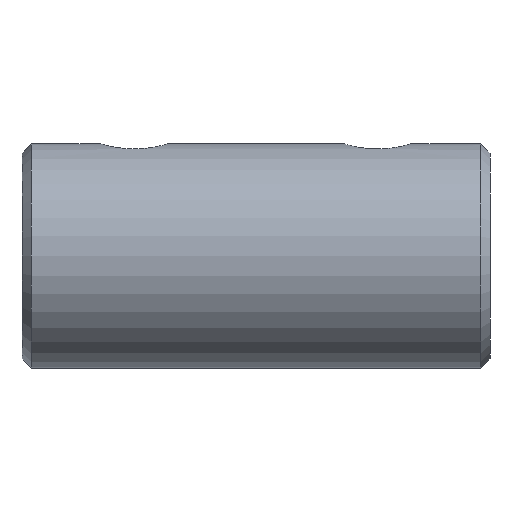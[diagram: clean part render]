
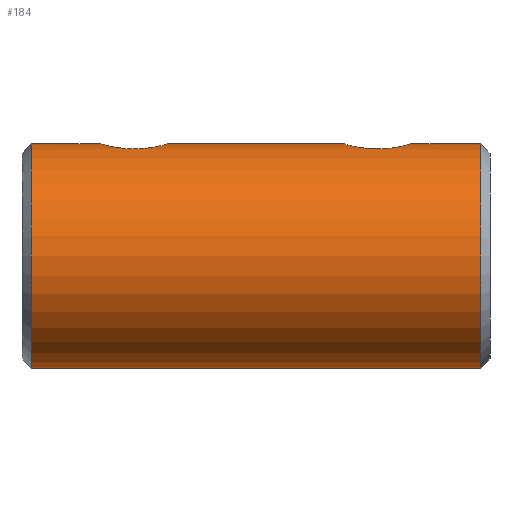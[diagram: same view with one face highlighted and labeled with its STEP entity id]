
A CAD part, left-side view. The second image highlights one B-rep face of the part: STEP entity #184.
In plain terms, the highlighted cylindrical face has radius 6 mm (diameter 12 mm), a full revolution.
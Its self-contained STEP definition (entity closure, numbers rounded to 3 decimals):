
#26=B_SPLINE_CURVE_WITH_KNOTS('',3,(#413,#414,#415,#416,#417,#418,#419,
#420,#421,#422,#423,#424,#425,#426,#427,#428,#429,#430,#431),
 .UNSPECIFIED.,.T.,.F.,(4,1,1,1,1,1,1,1,1,1,1,1,1,1,1,1,4),(-1.719,
-1.649,-1.579,-1.508,-1.438,
-1.368,-1.298,-1.263,-1.158,
-1.14,-1.123,-1.088,-1.017,
-0.947,-0.877,-0.807,-0.737),
 .UNSPECIFIED.);
#27=B_SPLINE_CURVE_WITH_KNOTS('',3,(#436,#437,#438,#439,#440,#441,#442,
#443,#444,#445,#446,#447,#448,#449,#450,#451,#452,#453,#454,#455,#456,#457,
#458,#459,#460,#461),.UNSPECIFIED.,.T.,.F.,(4,1,1,1,1,2,1,1,1,1,1,1,1,1,
1,1,2,1,1,1,1,4),(-1.228,-1.166,-1.13,
-1.08,-1.056,-0.982,-0.933,
-0.884,-0.835,-0.786,-0.737,
-0.712,-0.688,-0.638,-0.589,
-0.54,-0.491,-0.467,-0.393,
-0.344,-0.307,-0.246),.UNSPECIFIED.);
#31=CYLINDRICAL_SURFACE('',#204,6.);
#40=FACE_BOUND('',#76,.T.);
#41=FACE_BOUND('',#77,.T.);
#42=FACE_BOUND('',#78,.T.);
#56=FACE_OUTER_BOUND('',#75,.T.);
#75=EDGE_LOOP('',(#152));
#76=EDGE_LOOP('',(#153));
#77=EDGE_LOOP('',(#154));
#78=EDGE_LOOP('',(#155));
#100=CIRCLE('',#205,6.);
#101=CIRCLE('',#206,6.);
#111=VERTEX_POINT('',#391);
#113=VERTEX_POINT('',#433);
#114=VERTEX_POINT('',#435);
#115=VERTEX_POINT('',#462);
#129=EDGE_CURVE('',#111,#111,#26,.T.);
#130=EDGE_CURVE('',#113,#113,#100,.T.);
#131=EDGE_CURVE('',#114,#114,#27,.T.);
#132=EDGE_CURVE('',#115,#115,#101,.T.);
#152=ORIENTED_EDGE('',*,*,#130,.F.);
#153=ORIENTED_EDGE('',*,*,#131,.F.);
#154=ORIENTED_EDGE('',*,*,#132,.F.);
#155=ORIENTED_EDGE('',*,*,#129,.F.);
#184=ADVANCED_FACE('',(#56,#40,#41,#42),#31,.T.);
#204=AXIS2_PLACEMENT_3D('',#432,#238,#239);
#205=AXIS2_PLACEMENT_3D('',#434,#240,#241);
#206=AXIS2_PLACEMENT_3D('',#463,#242,#243);
#238=DIRECTION('center_axis',(0.,-1.,0.));
#239=DIRECTION('ref_axis',(1.,0.,0.));
#240=DIRECTION('center_axis',(0.,-1.,0.));
#241=DIRECTION('ref_axis',(1.,0.,0.));
#242=DIRECTION('center_axis',(0.,1.,0.));
#243=DIRECTION('ref_axis',(1.,0.,0.));
#391=CARTESIAN_POINT('',(0.,-7.821,6.));
#413=CARTESIAN_POINT('Ctrl Pts',(0.,-7.822,
5.999));
#414=CARTESIAN_POINT('Ctrl Pts',(0.262,-7.822,5.999));
#415=CARTESIAN_POINT('Ctrl Pts',(0.831,-7.685,5.958));
#416=CARTESIAN_POINT('Ctrl Pts',(1.459,-7.186,5.826));
#417=CARTESIAN_POINT('Ctrl Pts',(1.829,-6.412,5.714));
#418=CARTESIAN_POINT('Ctrl Pts',(1.826,-5.585,5.714));
#419=CARTESIAN_POINT('Ctrl Pts',(1.456,-4.812,5.827));
#420=CARTESIAN_POINT('Ctrl Pts',(0.934,-4.4,5.935));
#421=CARTESIAN_POINT('Ctrl Pts',(0.136,-4.115,6.018));
#422=CARTESIAN_POINT('Ctrl Pts',(-0.484,-4.192,5.994));
#423=CARTESIAN_POINT('Ctrl Pts',(-0.973,-4.459,5.92));
#424=CARTESIAN_POINT('Ctrl Pts',(-1.191,-4.619,5.881));
#425=CARTESIAN_POINT('Ctrl Pts',(-1.516,-4.937,5.809));
#426=CARTESIAN_POINT('Ctrl Pts',(-1.83,-5.59,5.713));
#427=CARTESIAN_POINT('Ctrl Pts',(-1.828,-6.41,5.715));
#428=CARTESIAN_POINT('Ctrl Pts',(-1.459,-7.188,5.826));
#429=CARTESIAN_POINT('Ctrl Pts',(-0.831,-7.685,5.958));
#430=CARTESIAN_POINT('Ctrl Pts',(-0.262,-7.822,5.999));
#431=CARTESIAN_POINT('Ctrl Pts',(0.,-7.822,
5.999));
#432=CARTESIAN_POINT('Origin',(0.,0.,0.));
#433=CARTESIAN_POINT('',(-6.,-24.5,0.));
#434=CARTESIAN_POINT('Origin',(0.,-24.5,0.));
#435=CARTESIAN_POINT('',(0.,-17.179,6.));
#436=CARTESIAN_POINT('Ctrl Pts',(-0.001,-17.179,
6.));
#437=CARTESIAN_POINT('Ctrl Pts',(-0.231,-17.179,6.));
#438=CARTESIAN_POINT('Ctrl Pts',(-0.62,-17.253,5.977));
#439=CARTESIAN_POINT('Ctrl Pts',(-1.129,-17.545,5.898));
#440=CARTESIAN_POINT('Ctrl Pts',(-1.416,-17.835,5.832));
#441=CARTESIAN_POINT('Ctrl Pts',(-1.721,-18.328,5.75));
#442=CARTESIAN_POINT('Ctrl Pts',(-1.813,-18.722,5.719));
#443=CARTESIAN_POINT('Ctrl Pts',(-1.812,-19.184,5.719));
#444=CARTESIAN_POINT('Ctrl Pts',(-1.756,-19.573,5.738));
#445=CARTESIAN_POINT('Ctrl Pts',(-1.482,-20.1,5.817));
#446=CARTESIAN_POINT('Ctrl Pts',(-1.097,-20.489,5.905));
#447=CARTESIAN_POINT('Ctrl Pts',(-0.569,-20.765,5.982));
#448=CARTESIAN_POINT('Ctrl Pts',(-0.092,-20.836,
6.004));
#449=CARTESIAN_POINT('Ctrl Pts',(0.279,-20.807,5.996));
#450=CARTESIAN_POINT('Ctrl Pts',(0.659,-20.719,5.969));
#451=CARTESIAN_POINT('Ctrl Pts',(1.096,-20.488,5.905));
#452=CARTESIAN_POINT('Ctrl Pts',(1.483,-20.1,5.817));
#453=CARTESIAN_POINT('Ctrl Pts',(1.756,-19.573,5.738));
#454=CARTESIAN_POINT('Ctrl Pts',(1.813,-19.184,5.72));
#455=CARTESIAN_POINT('Ctrl Pts',(1.812,-18.908,5.72));
#456=CARTESIAN_POINT('Ctrl Pts',(1.788,-18.528,5.727));
#457=CARTESIAN_POINT('Ctrl Pts',(1.549,-17.963,5.802));
#458=CARTESIAN_POINT('Ctrl Pts',(1.127,-17.544,5.898));
#459=CARTESIAN_POINT('Ctrl Pts',(0.621,-17.253,5.976));
#460=CARTESIAN_POINT('Ctrl Pts',(0.23,-17.179,6.));
#461=CARTESIAN_POINT('Ctrl Pts',(-0.001,-17.179,
6.));
#462=CARTESIAN_POINT('',(-6.,-0.5,0.));
#463=CARTESIAN_POINT('Origin',(0.,-0.5,0.));
